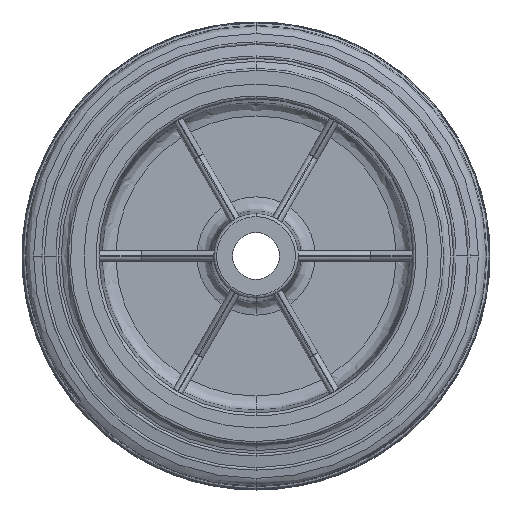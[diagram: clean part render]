
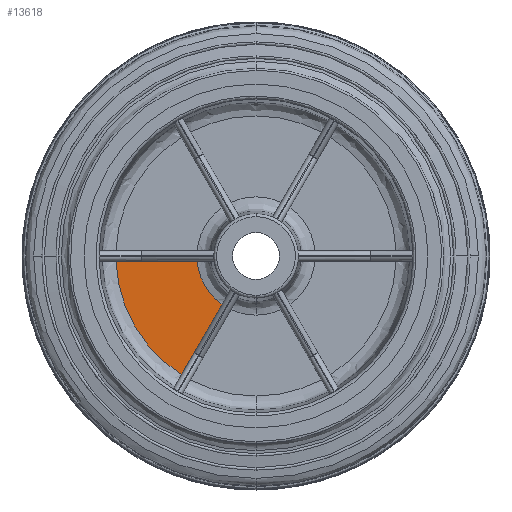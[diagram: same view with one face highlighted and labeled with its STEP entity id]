
A CAD part, left-side view. The second image highlights one B-rep face of the part: STEP entity #13618.
In plain terms, the highlighted planar face has unit normal (-1, 0, 0).
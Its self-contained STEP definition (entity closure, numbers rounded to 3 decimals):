
#111 = CARTESIAN_POINT ( 'NONE',  ( -1.5, 12.045, -3.822 ) ) ;
#194 = CARTESIAN_POINT ( 'NONE',  ( -1.5, 12.027, -3.879 ) ) ;
#238 = VERTEX_POINT ( 'NONE', #12284 ) ;
#247 = EDGE_CURVE ( 'NONE', #7629, #238, #4156, .T. ) ;
#249 = CARTESIAN_POINT ( 'NONE',  ( -1.5, 23.961, -17.933 ) ) ;
#483 = CARTESIAN_POINT ( 'NONE',  ( -1.5, 27.691, -11.358 ) ) ;
#1050 = FACE_OUTER_BOUND ( 'NONE', #7684, .T. ) ;
#1368 = CARTESIAN_POINT ( 'NONE',  ( -1.5, 11.798, -4.539 ) ) ;
#1487 = CARTESIAN_POINT ( 'NONE',  ( -1.5, 22.208, -20.066 ) ) ;
#1576 = CARTESIAN_POINT ( 'NONE',  ( -1.5, 20.776, -1.1 ) ) ;
#1622 = AXIS2_PLACEMENT_3D ( 'NONE', #7017, #15062, #4728 ) ;
#1640 = CARTESIAN_POINT ( 'NONE',  ( -1.5, 21.524, -20.795 ) ) ;
#1705 = CARTESIAN_POINT ( 'NONE',  ( -1.5, 23.498, -18.545 ) ) ;
#1718 = EDGE_CURVE ( 'NONE', #6888, #14770, #14983, .T. ) ;
#2173 = EDGE_CURVE ( 'NONE', #6888, #7629, #2790, .T. ) ;
#2293 = CARTESIAN_POINT ( 'NONE',  ( -1.5, 11.177, -5.914 ) ) ;
#2403 = EDGE_CURVE ( 'NONE', #238, #14770, #5825, .T. ) ;
#2790 = B_SPLINE_CURVE_WITH_KNOTS ( 'NONE', 3,
 ( #9440, #3539, #10878, #3462, #7344, #10810, #11984, #9373, #14204, #9605, #2293, #3760, #1368, #3624, #13129, #194, #111, #13066, #12066, #11841 ),
 .UNSPECIFIED., .F., .F.,
 ( 4, 1, 1, 1, 2, 2, 2, 1, 1, 1, 2, 2, 4 ),
 ( 0., 0.125, 0.187, 0.219, 0.234, 0.25, 0.5, 0.625, 0.687, 0.719, 0.734, 0.75, 1. ),
 .UNSPECIFIED. ) ;
#2812 = CARTESIAN_POINT ( 'NONE',  ( -1.5, 21.843, -20.46 ) ) ;
#2900 = CARTESIAN_POINT ( 'NONE',  ( -1.5, 28.623, -8.762 ) ) ;
#3462 = CARTESIAN_POINT ( 'NONE',  ( -1.5, 8.739, -9.133 ) ) ;
#3539 = CARTESIAN_POINT ( 'NONE',  ( -1.5, 7.62, -10.091 ) ) ;
#3624 = CARTESIAN_POINT ( 'NONE',  ( -1.5, 11.935, -4.156 ) ) ;
#3760 = CARTESIAN_POINT ( 'NONE',  ( -1.5, 11.492, -5.292 ) ) ;
#3825 = CARTESIAN_POINT ( 'NONE',  ( -1.5, 15.907, -25.351 ) ) ;
#4063 = CARTESIAN_POINT ( 'NONE',  ( -1.5, 21.685, -20.627 ) ) ;
#4141 = CARTESIAN_POINT ( 'NONE',  ( -1.5, 28.931, -7.664 ) ) ;
#4156 = LINE ( 'NONE', #1576, #12893 ) ;
#4403 = DIRECTION ( 'NONE',  ( 0., 0.5, -0.866 ) ) ;
#4728 = DIRECTION ( 'NONE',  ( 0., 0., 1. ) ) ;
#4973 = ORIENTED_EDGE ( 'NONE', *, *, #1718, .F. ) ;
#5020 = CARTESIAN_POINT ( 'NONE',  ( -1.5, 21.578, -20.738 ) ) ;
#5107 = CARTESIAN_POINT ( 'NONE',  ( -1.5, 19.797, -22.573 ) ) ;
#5332 = CARTESIAN_POINT ( 'NONE',  ( -1.5, 29.691, -4.085 ) ) ;
#5736 = PLANE ( 'NONE',  #1622 ) ;
#5825 = B_SPLINE_CURVE_WITH_KNOTS ( 'NONE', 3,
 ( #12118, #12342, #5332, #11166, #6172, #4141, #8871, #10033, #7320, #2900, #14491, #6381, #9735, #483, #13562, #7552, #9817, #13410, #14558, #11095, #12046, #249, #1705, #10861, #1487, #2812, #4063, #5020, #1640, #5107, #14409, #3825 ),
 .UNSPECIFIED., .F., .F.,
 ( 4, 1, 1, 1, 1, 2, 2, 1, 2, 2, 2, 1, 1, 2, 2, 1, 1, 1, 2, 2, 4 ),
 ( 0., 0.125, 0.187, 0.219, 0.234, 0.242, 0.25, 0.312, 0.344, 0.375, 0.5, 0.563, 0.594, 0.609, 0.625, 0.688, 0.719, 0.734, 0.742, 0.75, 1. ),
 .UNSPECIFIED. ) ;
#6172 = CARTESIAN_POINT ( 'NONE',  ( -1.5, 29.063, -7.157 ) ) ;
#6381 = CARTESIAN_POINT ( 'NONE',  ( -1.5, 28.026, -10.503 ) ) ;
#6392 = CARTESIAN_POINT ( 'NONE',  ( -1.5, 7.247, -10.352 ) ) ;
#6888 = VERTEX_POINT ( 'NONE', #6392 ) ;
#7017 = CARTESIAN_POINT ( 'NONE',  ( -1.5, 21.282, 0. ) ) ;
#7320 = CARTESIAN_POINT ( 'NONE',  ( -1.5, 28.812, -8.097 ) ) ;
#7344 = CARTESIAN_POINT ( 'NONE',  ( -1.5, 9.02, -8.852 ) ) ;
#7458 = ORIENTED_EDGE ( 'NONE', *, *, #247, .T. ) ;
#7552 = CARTESIAN_POINT ( 'NONE',  ( -1.5, 26.538, -13.892 ) ) ;
#7629 = VERTEX_POINT ( 'NONE', #12422 ) ;
#7684 = EDGE_LOOP ( 'NONE', ( #7458, #8759, #4973, #8893 ) ) ;
#8653 = DIRECTION ( 'NONE',  ( 0., 1., 0. ) ) ;
#8759 = ORIENTED_EDGE ( 'NONE', *, *, #2403, .T. ) ;
#8871 = CARTESIAN_POINT ( 'NONE',  ( -1.5, 28.872, -7.881 ) ) ;
#8893 = ORIENTED_EDGE ( 'NONE', *, *, #2173, .T. ) ;
#9373 = CARTESIAN_POINT ( 'NONE',  ( -1.5, 9.254, -8.605 ) ) ;
#9440 = CARTESIAN_POINT ( 'NONE',  ( -1.5, 7.247, -10.352 ) ) ;
#9605 = CARTESIAN_POINT ( 'NONE',  ( -1.5, 10.477, -7.127 ) ) ;
#9735 = CARTESIAN_POINT ( 'NONE',  ( -1.5, 27.805, -11.075 ) ) ;
#9817 = CARTESIAN_POINT ( 'NONE',  ( -1.5, 25.609, -15.5 ) ) ;
#10033 = CARTESIAN_POINT ( 'NONE',  ( -1.5, 28.832, -8.026 ) ) ;
#10801 = CARTESIAN_POINT ( 'NONE',  ( -1.5, 15.907, -25.351 ) ) ;
#10810 = CARTESIAN_POINT ( 'NONE',  ( -1.5, 9.138, -8.728 ) ) ;
#10861 = CARTESIAN_POINT ( 'NONE',  ( -1.5, 22.92, -19.262 ) ) ;
#10878 = CARTESIAN_POINT ( 'NONE',  ( -1.5, 8.156, -9.671 ) ) ;
#11095 = CARTESIAN_POINT ( 'NONE',  ( -1.5, 24.237, -17.558 ) ) ;
#11166 = CARTESIAN_POINT ( 'NONE',  ( -1.5, 29.303, -6.138 ) ) ;
#11841 = CARTESIAN_POINT ( 'NONE',  ( -1.5, 12.589, -1.1 ) ) ;
#11984 = CARTESIAN_POINT ( 'NONE',  ( -1.5, 9.216, -8.646 ) ) ;
#12046 = CARTESIAN_POINT ( 'NONE',  ( -1.5, 24.054, -17.807 ) ) ;
#12066 = CARTESIAN_POINT ( 'NONE',  ( -1.5, 12.509, -2.008 ) ) ;
#12118 = CARTESIAN_POINT ( 'NONE',  ( -1.5, 29.908, -1.1 ) ) ;
#12284 = CARTESIAN_POINT ( 'NONE',  ( -1.5, 29.908, -1.1 ) ) ;
#12342 = CARTESIAN_POINT ( 'NONE',  ( -1.5, 29.864, -2.301 ) ) ;
#12422 = CARTESIAN_POINT ( 'NONE',  ( -1.5, 12.589, -1.1 ) ) ;
#12893 = VECTOR ( 'NONE', #8653, 1000. ) ;
#13066 = CARTESIAN_POINT ( 'NONE',  ( -1.5, 12.334, -2.898 ) ) ;
#13129 = CARTESIAN_POINT ( 'NONE',  ( -1.5, 11.99, -3.99 ) ) ;
#13410 = CARTESIAN_POINT ( 'NONE',  ( -1.5, 25.12, -16.289 ) ) ;
#13562 = CARTESIAN_POINT ( 'NONE',  ( -1.5, 27.089, -12.784 ) ) ;
#13618 = ADVANCED_FACE ( 'NONE', ( #1050 ), #5736, .T. ) ;
#13875 = CARTESIAN_POINT ( 'NONE',  ( -1.5, 11.341, -17.443 ) ) ;
#14204 = CARTESIAN_POINT ( 'NONE',  ( -1.5, 9.926, -7.875 ) ) ;
#14409 = CARTESIAN_POINT ( 'NONE',  ( -1.5, 17.942, -24.073 ) ) ;
#14491 = CARTESIAN_POINT ( 'NONE',  ( -1.5, 28.345, -9.639 ) ) ;
#14558 = CARTESIAN_POINT ( 'NONE',  ( -1.5, 24.508, -17.181 ) ) ;
#14770 = VERTEX_POINT ( 'NONE', #10801 ) ;
#14921 = VECTOR ( 'NONE', #4403, 1000. ) ;
#14983 = LINE ( 'NONE', #13875, #14921 ) ;
#15062 = DIRECTION ( 'NONE',  ( -1., 0., 0. ) ) ;
